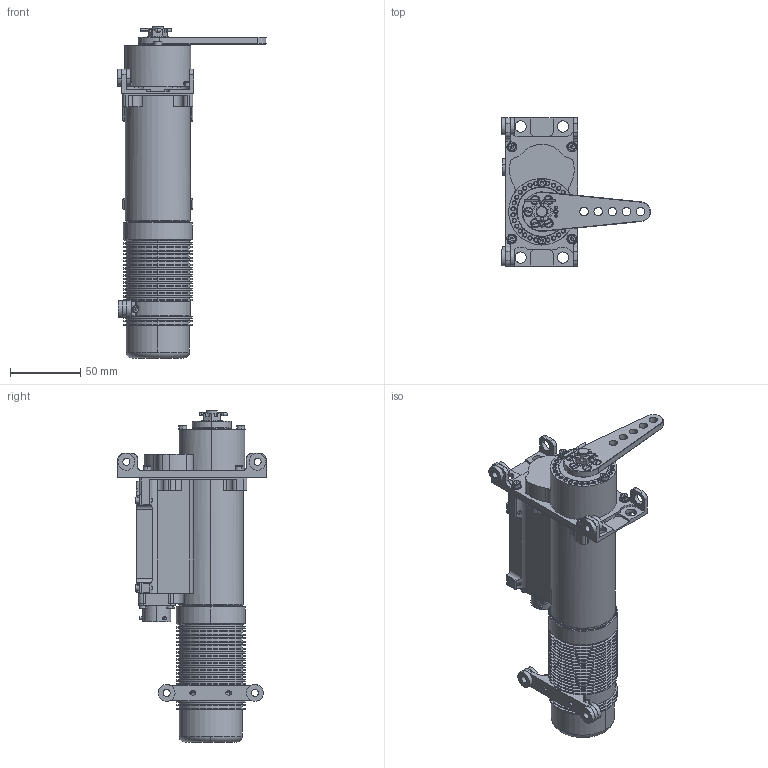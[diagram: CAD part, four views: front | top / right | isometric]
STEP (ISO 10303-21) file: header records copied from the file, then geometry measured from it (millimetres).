
FILE_DESCRIPTION (( 'STEP AP214' ), '1' );
FILE_NAME ('ÃØÔÞ.654116.08.STEP', '2017-01-09T12:00:03', ( '' ), ( '' ), 'SwSTEP 2.0', 'SolidWorks 2017', '' );
FILE_SCHEMA (( 'AUTOMOTIVE_DESIGN' ));
Length unit declared in the file: millimetre
Products named in the file (1): 贈婝.654116.08
Bounding box: 105.5 x 105 x 235.5 mm (x, y, z)
Volume: 528746.2 mm3; surface area: 91747.6 mm2
Topology: 13 solids, 34 shells, 1634 faces, 3980 edges, 2509 vertices
Faces by surface type: cylinder 744, plane 671, cone 157, torus 52, bspline 6, sphere 4
Entity records: 68397 total; most frequent: CARTESIAN_POINT 14113, DIRECTION 8729, ORIENTED_EDGE 7864, EDGE_CURVE 3932, AXIS2_PLACEMENT_3D 3360, VERTEX_POINT 2509, VECTOR 2009, LINE 2009
